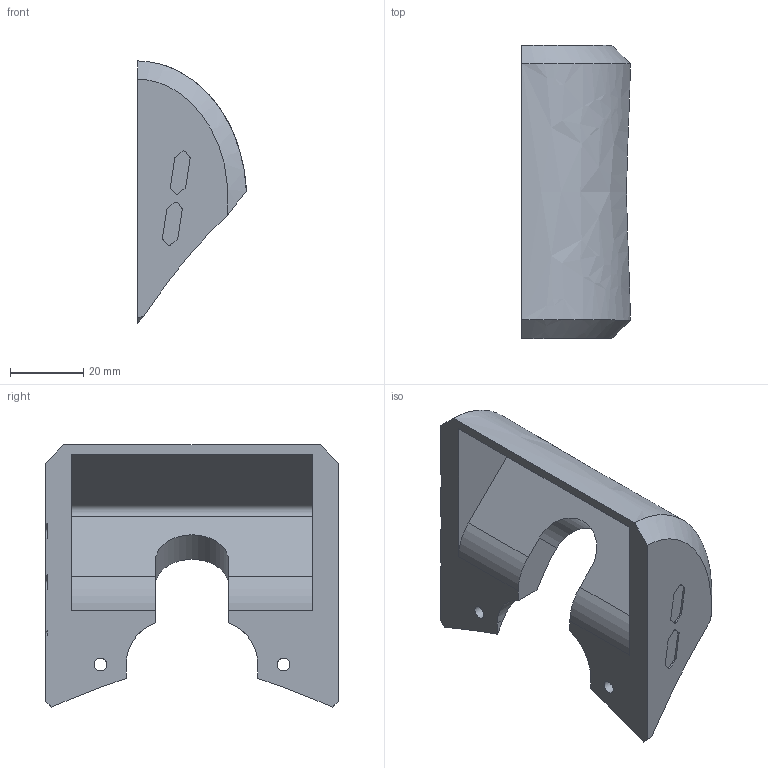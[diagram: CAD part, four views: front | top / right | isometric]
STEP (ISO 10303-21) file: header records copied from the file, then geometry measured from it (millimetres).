
FILE_DESCRIPTION(/* description */ (''),/* implementation_level */ '2;1');
FILE_NAME(/* name */ 'HeadCover.stp',/* time_stamp */ '2024-06-10T18:00:59+09:00',/* author */ ('masato'),/* organization */ (''),/* preprocessor_version */ 'ST-DEVELOPER v20',/* originating_system */ 'Autodesk Inventor 2024',/* authorisation */ '');
FILE_SCHEMA (('AUTOMOTIVE_DESIGN { 1 0 10303 214 3 1 1 }'));
Length unit declared in the file: millimetre
Products named in the file (1): HeadCover
Bounding box: 29.71 x 80 x 71.63 mm (x, y, z)
Volume: 53515.3 mm3; surface area: 16043.3 mm2
Topology: 1 solids, 1 shells, 97 faces, 279 edges, 187 vertices
Faces by surface type: plane 52, cylinder 39, bspline 5, cone 1
Full cylindrical faces by diameter (mm): 3.5 x2
Entity records: 3489 total; most frequent: CARTESIAN_POINT 917, ORIENTED_EDGE 558, DIRECTION 501, EDGE_CURVE 279, VERTEX_POINT 187, LINE 167, VECTOR 167, AXIS2_PLACEMENT_3D 167
